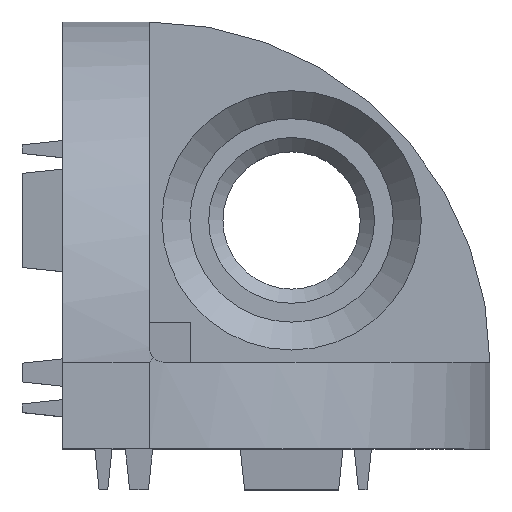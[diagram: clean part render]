
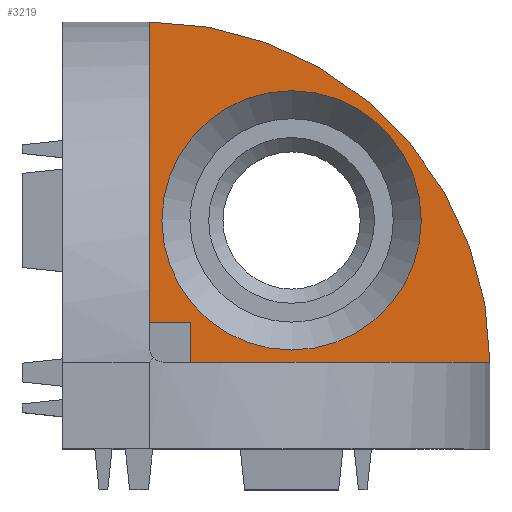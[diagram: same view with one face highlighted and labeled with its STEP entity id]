
A CAD part, top view. The second image highlights one B-rep face of the part: STEP entity #3219.
In plain terms, the highlighted planar face has unit normal (0, 0, 1).
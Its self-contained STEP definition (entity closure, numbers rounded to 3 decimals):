
#77=FACE_BOUND('',#286,.T.);
#103=FACE_OUTER_BOUND('',#285,.T.);
#285=EDGE_LOOP('',(#2291,#2292,#2293,#2294,#2295));
#286=EDGE_LOOP('',(#2296));
#511=CIRCLE('',#3458,33.5);
#516=CIRCLE('',#3474,12.75);
#643=LINE('',#4895,#1019);
#646=LINE('',#4903,#1022);
#649=LINE('',#4913,#1025);
#650=LINE('',#4914,#1026);
#1019=VECTOR('',#3890,1000.);
#1022=VECTOR('',#3897,1000.);
#1025=VECTOR('',#3908,1000.);
#1026=VECTOR('',#3909,1000.);
#1426=VERTEX_POINT('',#4856);
#1427=VERTEX_POINT('',#4857);
#1434=VERTEX_POINT('',#4894);
#1436=VERTEX_POINT('',#4900);
#1440=VERTEX_POINT('',#4912);
#1441=VERTEX_POINT('',#4915);
#1755=EDGE_CURVE('',#1426,#1427,#511,.T.);
#1769=EDGE_CURVE('',#1434,#1426,#643,.T.);
#1773=EDGE_CURVE('',#1427,#1436,#646,.T.);
#1778=EDGE_CURVE('',#1440,#1436,#649,.T.);
#1779=EDGE_CURVE('',#1434,#1440,#650,.T.);
#1780=EDGE_CURVE('',#1441,#1441,#516,.T.);
#2291=ORIENTED_EDGE('',*,*,#1778,.F.);
#2292=ORIENTED_EDGE('',*,*,#1779,.F.);
#2293=ORIENTED_EDGE('',*,*,#1769,.T.);
#2294=ORIENTED_EDGE('',*,*,#1755,.T.);
#2295=ORIENTED_EDGE('',*,*,#1773,.T.);
#2296=ORIENTED_EDGE('',*,*,#1780,.T.);
#3091=PLANE('',#3473);
#3219=ADVANCED_FACE('',(#103,#77),#3091,.T.);
#3458=AXIS2_PLACEMENT_3D('',#4858,#3862,#3863);
#3473=AXIS2_PLACEMENT_3D('',#4911,#3906,#3907);
#3474=AXIS2_PLACEMENT_3D('',#4916,#3910,#3911);
#3862=DIRECTION('center_axis',(0.,0.,1.));
#3863=DIRECTION('ref_axis',(1.,0.,0.));
#3890=DIRECTION('',(1.,0.,0.));
#3897=DIRECTION('',(0.,-1.,0.));
#3906=DIRECTION('center_axis',(0.,0.,1.));
#3907=DIRECTION('ref_axis',(1.,0.,0.));
#3908=DIRECTION('',(-1.,0.,0.));
#3909=DIRECTION('',(0.005,1.,0.));
#3910=DIRECTION('center_axis',(0.,0.,-1.));
#3911=DIRECTION('ref_axis',(-1.,0.,0.));
#4856=CARTESIAN_POINT('',(42.,8.5,8.5));
#4857=CARTESIAN_POINT('',(8.5,42.,8.5));
#4858=CARTESIAN_POINT('Origin',(8.5,8.5,8.5));
#4894=CARTESIAN_POINT('',(12.543,8.5,8.5));
#4895=CARTESIAN_POINT('',(10.,8.5,8.5));
#4900=CARTESIAN_POINT('',(8.5,12.5,8.5));
#4903=CARTESIAN_POINT('',(8.5,48.5,8.5));
#4911=CARTESIAN_POINT('Origin',(10.,10.,8.5));
#4912=CARTESIAN_POINT('',(12.564,12.5,8.5));
#4913=CARTESIAN_POINT('',(10.,12.5,8.5));
#4914=CARTESIAN_POINT('',(12.551,9.987,8.5));
#4915=CARTESIAN_POINT('',(9.75,22.5,8.5));
#4916=CARTESIAN_POINT('Origin',(22.5,22.5,8.5));
